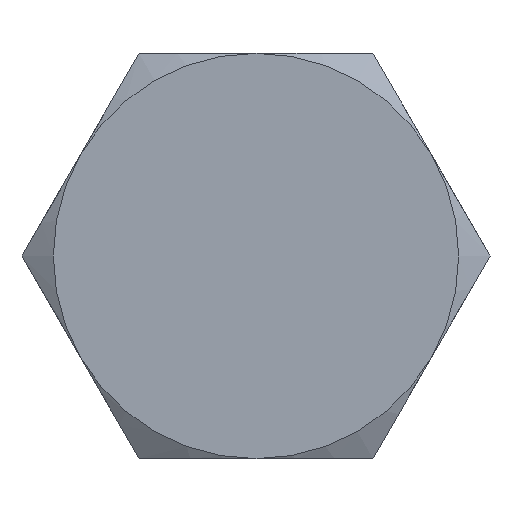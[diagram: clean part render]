
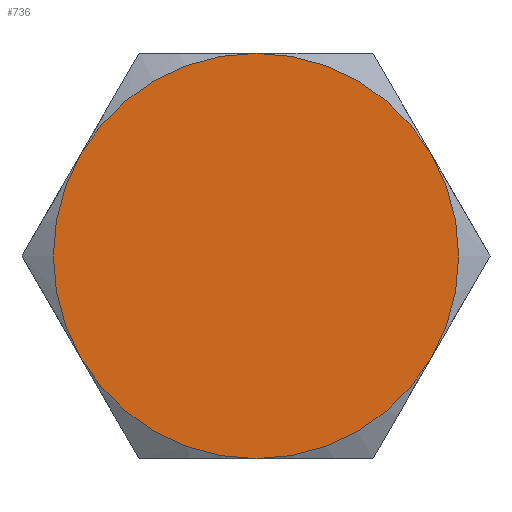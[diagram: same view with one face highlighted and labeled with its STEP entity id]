
A CAD part, left-side view. The second image highlights one B-rep face of the part: STEP entity #736.
In plain terms, the highlighted planar face has unit normal (-1, 0, 0).
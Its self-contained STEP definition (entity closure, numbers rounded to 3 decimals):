
#20 = CARTESIAN_POINT ( 'NONE',  ( 0., 5.629, 3.25 ) ) ;
#25 = CARTESIAN_POINT ( 'NONE',  ( 0., 0., 0. ) ) ;
#52 = CARTESIAN_POINT ( 'NONE',  ( 0., 0., 0. ) ) ;
#55 = FACE_OUTER_BOUND ( 'NONE', #335, .T. ) ;
#67 = EDGE_CURVE ( 'NONE', #724, #537, #568, .T. ) ;
#116 = AXIS2_PLACEMENT_3D ( 'NONE', #52, #267, #754 ) ;
#153 = DIRECTION ( 'NONE',  ( 1., 0., 0. ) ) ;
#155 = EDGE_CURVE ( 'NONE', #502, #600, #270, .T. ) ;
#167 = DIRECTION ( 'NONE',  ( 1., 0., 0. ) ) ;
#169 = AXIS2_PLACEMENT_3D ( 'NONE', #707, #300, #535 ) ;
#188 = ORIENTED_EDGE ( 'NONE', *, *, #407, .F. ) ;
#190 = EDGE_CURVE ( 'NONE', #600, #641, #253, .T. ) ;
#194 = ORIENTED_EDGE ( 'NONE', *, *, #67, .F. ) ;
#197 = AXIS2_PLACEMENT_3D ( 'NONE', #317, #153, #731 ) ;
#237 = AXIS2_PLACEMENT_3D ( 'NONE', #25, #430, #423 ) ;
#244 = CARTESIAN_POINT ( 'NONE',  ( 0., 0., 0. ) ) ;
#253 = CIRCLE ( 'NONE', #237, 6.5 ) ;
#260 = CIRCLE ( 'NONE', #348, 6.5 ) ;
#267 = DIRECTION ( 'NONE',  ( 1., 0., 0. ) ) ;
#270 = CIRCLE ( 'NONE', #499, 6.5 ) ;
#281 = CARTESIAN_POINT ( 'NONE',  ( 0., -5.629, 3.25 ) ) ;
#290 = ORIENTED_EDGE ( 'NONE', *, *, #190, .F. ) ;
#300 = DIRECTION ( 'NONE',  ( 1., 0., 0. ) ) ;
#317 = CARTESIAN_POINT ( 'NONE',  ( 0., 7.506, 0. ) ) ;
#335 = EDGE_LOOP ( 'NONE', ( #747, #598, #188, #194, #437, #290 ) ) ;
#337 = CARTESIAN_POINT ( 'NONE',  ( 0., 0., 0. ) ) ;
#348 = AXIS2_PLACEMENT_3D ( 'NONE', #390, #454, #749 ) ;
#376 = CARTESIAN_POINT ( 'NONE',  ( 0., -5.629, -3.25 ) ) ;
#382 = VERTEX_POINT ( 'NONE', #376 ) ;
#390 = CARTESIAN_POINT ( 'NONE',  ( 0., 0., 0. ) ) ;
#397 = DIRECTION ( 'NONE',  ( 0., 0., -1. ) ) ;
#399 = CARTESIAN_POINT ( 'NONE',  ( 0., 0., -6.5 ) ) ;
#407 = EDGE_CURVE ( 'NONE', #537, #382, #577, .T. ) ;
#410 = CARTESIAN_POINT ( 'NONE',  ( 0., 0., 6.5 ) ) ;
#418 = EDGE_CURVE ( 'NONE', #382, #502, #456, .T. ) ;
#420 = CARTESIAN_POINT ( 'NONE',  ( 0., 5.629, -3.25 ) ) ;
#423 = DIRECTION ( 'NONE',  ( 0., 0., -1. ) ) ;
#430 = DIRECTION ( 'NONE',  ( 1., 0., 0. ) ) ;
#434 = EDGE_CURVE ( 'NONE', #724, #641, #260, .T. ) ;
#437 = ORIENTED_EDGE ( 'NONE', *, *, #434, .T. ) ;
#454 = DIRECTION ( 'NONE',  ( -1., 0., 0. ) ) ;
#456 = CIRCLE ( 'NONE', #116, 6.5 ) ;
#469 = DIRECTION ( 'NONE',  ( 0., 0., -1. ) ) ;
#499 = AXIS2_PLACEMENT_3D ( 'NONE', #244, #714, #469 ) ;
#502 = VERTEX_POINT ( 'NONE', #399 ) ;
#535 = DIRECTION ( 'NONE',  ( 0., 0., -1. ) ) ;
#537 = VERTEX_POINT ( 'NONE', #281 ) ;
#552 = PLANE ( 'NONE',  #197 ) ;
#568 = CIRCLE ( 'NONE', #169, 6.5 ) ;
#576 = AXIS2_PLACEMENT_3D ( 'NONE', #337, #167, #397 ) ;
#577 = CIRCLE ( 'NONE', #576, 6.5 ) ;
#598 = ORIENTED_EDGE ( 'NONE', *, *, #418, .F. ) ;
#600 = VERTEX_POINT ( 'NONE', #420 ) ;
#641 = VERTEX_POINT ( 'NONE', #20 ) ;
#707 = CARTESIAN_POINT ( 'NONE',  ( 0., 0., 0. ) ) ;
#714 = DIRECTION ( 'NONE',  ( 1., 0., 0. ) ) ;
#724 = VERTEX_POINT ( 'NONE', #410 ) ;
#731 = DIRECTION ( 'NONE',  ( 0., 0., -1. ) ) ;
#736 = ADVANCED_FACE ( 'NONE', ( #55 ), #552, .F. ) ;
#747 = ORIENTED_EDGE ( 'NONE', *, *, #155, .F. ) ;
#749 = DIRECTION ( 'NONE',  ( 0., 0., 1. ) ) ;
#754 = DIRECTION ( 'NONE',  ( 0., 0., -1. ) ) ;
